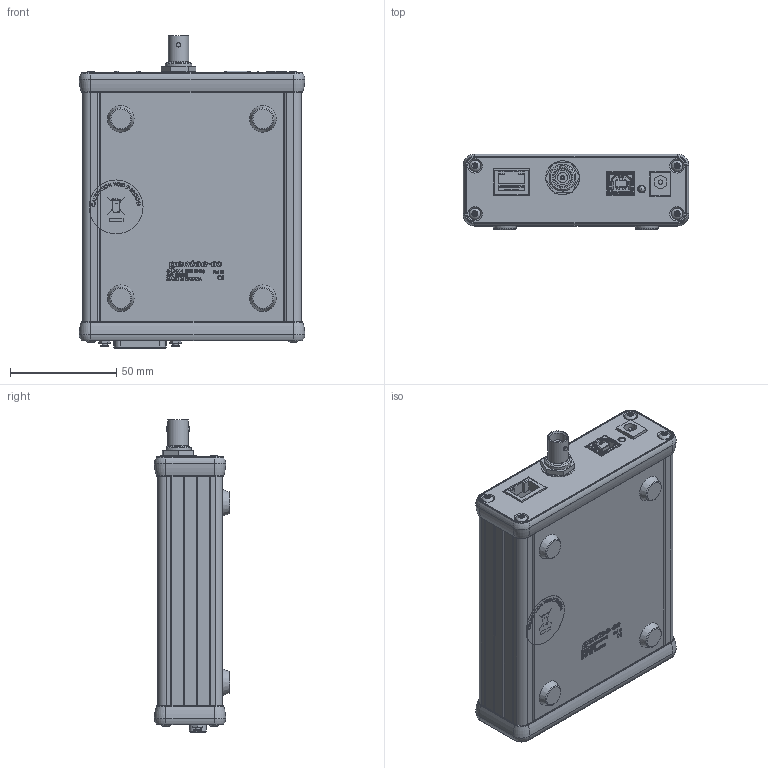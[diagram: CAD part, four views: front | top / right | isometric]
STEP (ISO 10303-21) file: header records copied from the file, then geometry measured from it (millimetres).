
FILE_DESCRIPTION (( 'STEP AP214' ), '1' );
FILE_NAME ('SK-10609- STEP FILE_S-LINK-1 (ETHERNET).STEP', '2025-09-03T12:12:30', ( '' ), ( '' ), 'SwSTEP 2.0', 'SolidWorks 2025', '' );
FILE_SCHEMA (( 'AUTOMOTIVE_DESIGN' ));
Length unit declared in the file: millimetre
Products named in the file (1): SK-10609- STEP FILE_S-LINK-1 (ETHERNET)
Bounding box: 106.13 x 35.46 x 146.79 mm (x, y, z)
Surface area: 102890.6 mm2 (no closed solid volume)
Topology: 0 solids, 33 shells, 9586 faces, 27474 edges, 18183 vertices
Faces by surface type: plane 8730, cylinder 552, bspline 185, cone 80, torus 31, sphere 8
Full cylindrical faces by diameter (mm): 1.016 x1, 1.2 x15, 1.7 x1, 1.981 x2, 2 x1, 2.083 x1, 2.261 x2, 2.413 x2, 2.8 x1, 2.845 x2, 2.9 x2, 3 x2, 3.264 x2, 3.5 x8, 3.6 x1, 3.619 x2, 4.674 x1, 4.98 x2, 5.41 x8, 6 x1, 6.756 x1, 8.128 x1, 9.652 x1, 12.59 x1, 12.93 x1, 13.432 x1, 15.875 x1, 25.4 x1
Entity records: 429754 total; most frequent: CARTESIAN_POINT 76214, ORIENTED_EDGE 54694, DIRECTION 46797, EDGE_CURVE 27361, LINE 25515, VECTOR 25515, VERTEX_POINT 18163, AXIS2_PLACEMENT_3D 10641
